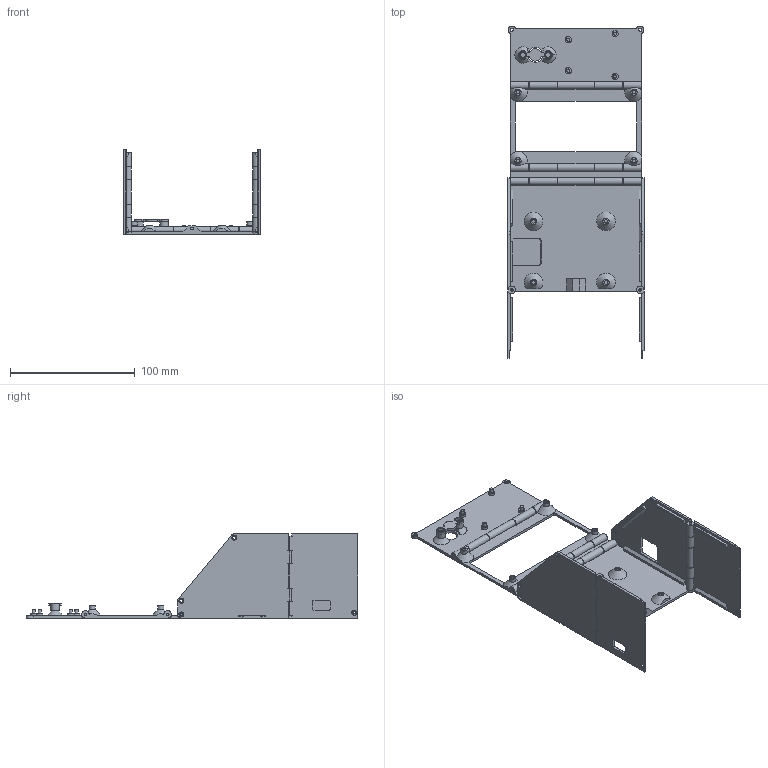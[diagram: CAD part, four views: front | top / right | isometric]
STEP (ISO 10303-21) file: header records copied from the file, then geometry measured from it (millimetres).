
FILE_DESCRIPTION(/* description */ (''),/* implementation_level */ '2;1');
FILE_NAME(/* name */ 'Bluebox v2_v2 v123.step',/* time_stamp */ '2025-07-10T12:41:15+02:00',/* author */ (''),/* organization */ (''),/* preprocessor_version */ 'ST-DEVELOPER v20.1',/* originating_system */ 'Autodesk Translation Framework v14.10.0.0',/* authorisation */ '');
FILE_SCHEMA (('AUTOMOTIVE_DESIGN { 1 0 10303 214 3 1 1 }'));
Length unit declared in the file: millimetre
Products named in the file (14): Bluebox v2_v2; hinge1; hinge2; hinge3; hinge4; hinge5; hinge6; drzak buttonku; sideA; sideA(Mirror); side_hinge_A; side_hinge_B; side_hinge_A(Mirror); side_hinge_B(Mirror)
Assembly tree (13 placements, depth 2):
  Bluebox v2_v2
    hinge1
    hinge2
    hinge3
    hinge4
    hinge5
    hinge6
    drzak buttonku
    sideA
    sideA(Mirror)
    side_hinge_A
    side_hinge_B
    side_hinge_A(Mirror)
    side_hinge_B(Mirror)
Bounding box: 109 x 266.07 x 67.56 mm (x, y, z)
Volume: 83457.4 mm3; surface area: 84971.7 mm2
Topology: 10 solids, 10 shells, 550 faces, 1266 edges, 842 vertices
Faces by surface type: plane 319, cylinder 176, cone 55
Full cylindrical faces by diameter (mm): 2.1 x12, 2.6 x14, 2.8 x10, 3 x1, 3.9 x2, 4 x12, 5 x7, 5.4 x2, 7 x2, 12 x1
Entity records: 16396 total; most frequent: CARTESIAN_POINT 2873, DIRECTION 2864, ORIENTED_EDGE 2532, EDGE_CURVE 1266, AXIS2_PLACEMENT_3D 1045, VERTEX_POINT 842, LINE 774, VECTOR 774
